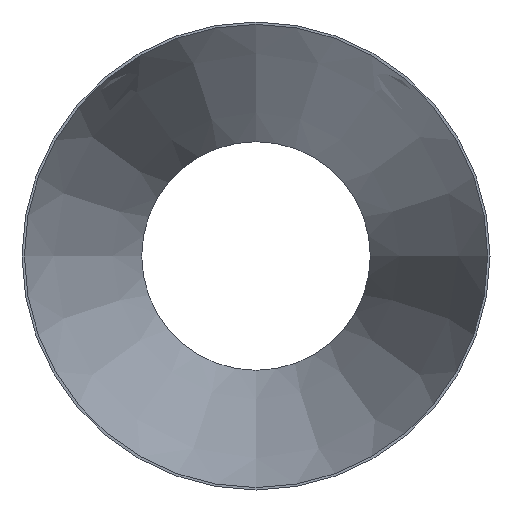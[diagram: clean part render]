
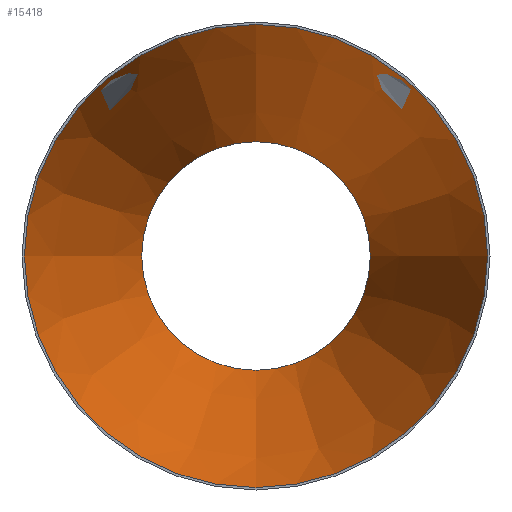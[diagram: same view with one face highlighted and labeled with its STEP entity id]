
A CAD part, front view. The second image highlights one B-rep face of the part: STEP entity #15418.
In plain terms, the highlighted conical face has half-angle 16.741 degrees and reference radius 301.667 mm.
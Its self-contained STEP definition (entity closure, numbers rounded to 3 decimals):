
#1852 = ORIENTED_EDGE ( 'NONE', *, *, #34259, .F. ) ;
#4409 = FACE_BOUND ( 'NONE', #5245, .T. ) ;
#4658 = FACE_OUTER_BOUND ( 'NONE', #31953, .T. ) ;
#5245 = EDGE_LOOP ( 'NONE', ( #1852 ) ) ;
#9443 = DIRECTION ( 'NONE',  ( 0., -1., 0. ) ) ;
#12648 = CONICAL_SURFACE ( 'NONE', #38592, 301.667, 0.292 ) ;
#15418 = ADVANCED_FACE ( 'NONE', ( #4409, #4658 ), #12648, .F. ) ;
#16167 = DIRECTION ( 'NONE',  ( 0., 0., -1. ) ) ;
#16638 = CARTESIAN_POINT ( 'NONE',  ( 0., 508., -148.867 ) ) ;
#16686 = DIRECTION ( 'NONE',  ( 0., -1., 0. ) ) ;
#16925 = DIRECTION ( 'NONE',  ( 0., 0., -1. ) ) ;
#22425 = DIRECTION ( 'NONE',  ( 0., 0., -1. ) ) ;
#24492 = CARTESIAN_POINT ( 'NONE',  ( 0., 0., -301.667 ) ) ;
#26673 = CIRCLE ( 'NONE', #45911, 148.867 ) ;
#29160 = VERTEX_POINT ( 'NONE', #16638 ) ;
#31953 = EDGE_LOOP ( 'NONE', ( #37125 ) ) ;
#33474 = CARTESIAN_POINT ( 'NONE',  ( 0., 508., 0. ) ) ;
#34259 = EDGE_CURVE ( 'NONE', #29160, #29160, #26673, .T. ) ;
#36068 = CARTESIAN_POINT ( 'NONE',  ( 0., 0., 0. ) ) ;
#37125 = ORIENTED_EDGE ( 'NONE', *, *, #42884, .T. ) ;
#37224 = CIRCLE ( 'NONE', #43899, 301.667 ) ;
#38592 = AXIS2_PLACEMENT_3D ( 'NONE', #36068, #16686, #16167 ) ;
#40750 = DIRECTION ( 'NONE',  ( 0., -1., 0. ) ) ;
#42884 = EDGE_CURVE ( 'NONE', #45410, #45410, #37224, .T. ) ;
#43899 = AXIS2_PLACEMENT_3D ( 'NONE', #49360, #40750, #16925 ) ;
#45410 = VERTEX_POINT ( 'NONE', #24492 ) ;
#45911 = AXIS2_PLACEMENT_3D ( 'NONE', #33474, #9443, #22425 ) ;
#49360 = CARTESIAN_POINT ( 'NONE',  ( 0., 0., 0. ) ) ;
